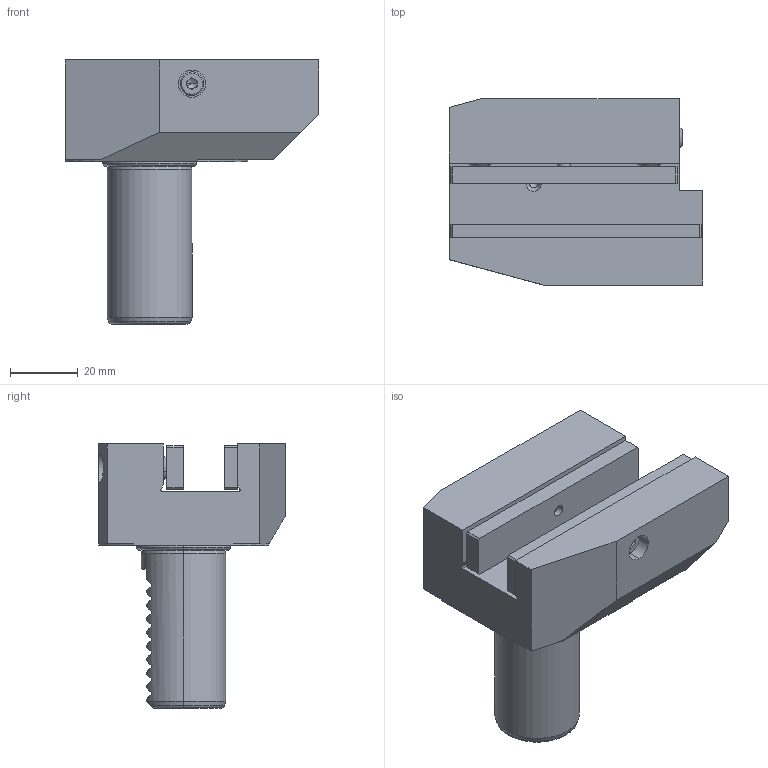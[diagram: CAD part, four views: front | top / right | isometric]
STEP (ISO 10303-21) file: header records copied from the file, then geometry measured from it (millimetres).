
FILE_DESCRIPTION (( 'STEP AP203' ), '1' );
FILE_NAME ('STEP.STEP', '2020-05-11T10:44:11', ( '' ), ( '' ), 'SwSTEP 2.0', 'SolidWorks 2017', '' );
FILE_SCHEMA (( 'CONFIG_CONTROL_DESIGN' ));
Length unit declared in the file: millimetre
Products named in the file (1): STEP
Bounding box: 75 x 55 x 78 mm (x, y, z)
Volume: 113909 mm3; surface area: 32042.4 mm2
Topology: 12 solids, 12 shells, 284 faces, 695 edges, 431 vertices
Faces by surface type: plane 143, cylinder 72, cone 46, torus 17, sphere 4, bspline 2
Entity records: 10502 total; most frequent: CARTESIAN_POINT 3862, DIRECTION 1381, ORIENTED_EDGE 1350, EDGE_CURVE 675, AXIS2_PLACEMENT_3D 502, VERTEX_POINT 425, VECTOR 377, LINE 377
